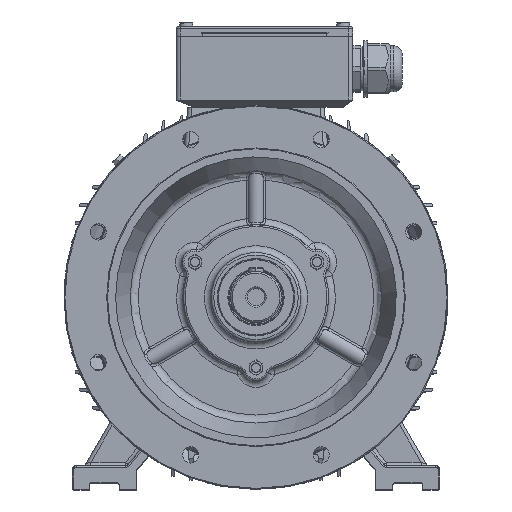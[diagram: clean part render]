
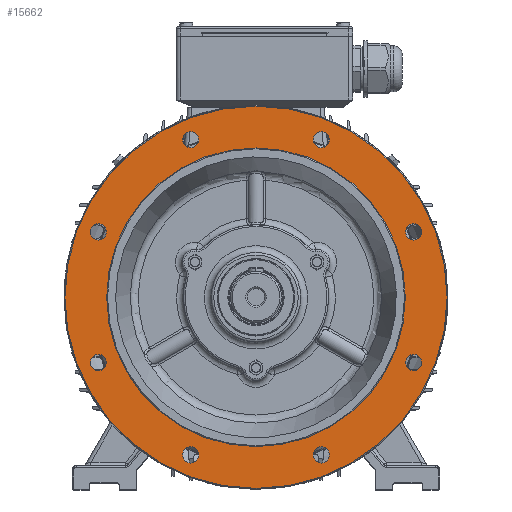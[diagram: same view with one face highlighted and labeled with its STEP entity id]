
A CAD part, top view. The second image highlights one B-rep face of the part: STEP entity #15662.
In plain terms, the highlighted planar face has unit normal (0, 0, 1).
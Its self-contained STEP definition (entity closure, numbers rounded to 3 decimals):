
#8156=FACE_BOUND('',#27720,.T.);
#8157=FACE_BOUND('',#27721,.T.);
#8158=FACE_BOUND('',#27722,.T.);
#8159=FACE_BOUND('',#27723,.T.);
#8160=FACE_BOUND('',#27724,.T.);
#8161=FACE_BOUND('',#27725,.T.);
#8162=FACE_BOUND('',#27726,.T.);
#8163=FACE_BOUND('',#27727,.T.);
#8164=FACE_BOUND('',#27728,.T.);
#8165=FACE_BOUND('',#27729,.T.);
#11222=PLANE('',#102454);
#15662=ADVANCED_FACE('',(#8156,#8157,#8158,#8159,#8160,#8161,#8162,#8163,
#8164,#8165),#11222,.F.);
#27720=EDGE_LOOP('',(#68810));
#27721=EDGE_LOOP('',(#68811));
#27722=EDGE_LOOP('',(#68812));
#27723=EDGE_LOOP('',(#68813));
#27724=EDGE_LOOP('',(#68814,#68815));
#27725=EDGE_LOOP('',(#68816,#68817));
#27726=EDGE_LOOP('',(#68818));
#27727=EDGE_LOOP('',(#68819));
#27728=EDGE_LOOP('',(#68820));
#27729=EDGE_LOOP('',(#68821));
#68810=ORIENTED_EDGE('',*,*,#92129,.F.);
#68811=ORIENTED_EDGE('',*,*,#92130,.F.);
#68812=ORIENTED_EDGE('',*,*,#92131,.F.);
#68813=ORIENTED_EDGE('',*,*,#92132,.F.);
#68814=ORIENTED_EDGE('',*,*,#92133,.T.);
#68815=ORIENTED_EDGE('',*,*,#92134,.T.);
#68816=ORIENTED_EDGE('',*,*,#92135,.F.);
#68817=ORIENTED_EDGE('',*,*,#92136,.F.);
#68818=ORIENTED_EDGE('',*,*,#92137,.F.);
#68819=ORIENTED_EDGE('',*,*,#92138,.F.);
#68820=ORIENTED_EDGE('',*,*,#92139,.F.);
#68821=ORIENTED_EDGE('',*,*,#92140,.F.);
#79631=VERTEX_POINT('',#168458);
#79632=VERTEX_POINT('',#168460);
#79633=VERTEX_POINT('',#168462);
#79634=VERTEX_POINT('',#168464);
#79635=VERTEX_POINT('',#168466);
#79636=VERTEX_POINT('',#168467);
#79637=VERTEX_POINT('',#168470);
#79638=VERTEX_POINT('',#168471);
#79639=VERTEX_POINT('',#168474);
#79640=VERTEX_POINT('',#168476);
#79641=VERTEX_POINT('',#168478);
#79642=VERTEX_POINT('',#168480);
#92129=EDGE_CURVE('',#79631,#79631,#95642,.T.);
#92130=EDGE_CURVE('',#79632,#79632,#95643,.T.);
#92131=EDGE_CURVE('',#79633,#79633,#95644,.T.);
#92132=EDGE_CURVE('',#79634,#79634,#95645,.T.);
#92133=EDGE_CURVE('',#79635,#79636,#95646,.T.);
#92134=EDGE_CURVE('',#79636,#79635,#95647,.T.);
#92135=EDGE_CURVE('',#79637,#79638,#95648,.T.);
#92136=EDGE_CURVE('',#79638,#79637,#95649,.T.);
#92137=EDGE_CURVE('',#79639,#79639,#95650,.T.);
#92138=EDGE_CURVE('',#79640,#79640,#95651,.T.);
#92139=EDGE_CURVE('',#79641,#79641,#95652,.T.);
#92140=EDGE_CURVE('',#79642,#79642,#95653,.T.);
#95642=CIRCLE('',#102442,9.5);
#95643=CIRCLE('',#102443,9.5);
#95644=CIRCLE('',#102444,9.5);
#95645=CIRCLE('',#102445,9.5);
#95646=CIRCLE('',#102446,224.);
#95647=CIRCLE('',#102447,224.);
#95648=CIRCLE('',#102448,175.);
#95649=CIRCLE('',#102449,175.);
#95650=CIRCLE('',#102450,9.5);
#95651=CIRCLE('',#102451,9.5);
#95652=CIRCLE('',#102452,9.5);
#95653=CIRCLE('',#102453,9.5);
#102442=AXIS2_PLACEMENT_3D('',#168457,#124161,#124162);
#102443=AXIS2_PLACEMENT_3D('',#168459,#124163,#124164);
#102444=AXIS2_PLACEMENT_3D('',#168461,#124165,#124166);
#102445=AXIS2_PLACEMENT_3D('',#168463,#124167,#124168);
#102446=AXIS2_PLACEMENT_3D('',#168465,#124169,#124170);
#102447=AXIS2_PLACEMENT_3D('',#168468,#124171,#124172);
#102448=AXIS2_PLACEMENT_3D('',#168469,#124173,#124174);
#102449=AXIS2_PLACEMENT_3D('',#168472,#124175,#124176);
#102450=AXIS2_PLACEMENT_3D('',#168473,#124177,#124178);
#102451=AXIS2_PLACEMENT_3D('',#168475,#124179,#124180);
#102452=AXIS2_PLACEMENT_3D('',#168477,#124181,#124182);
#102453=AXIS2_PLACEMENT_3D('',#168479,#124183,#124184);
#102454=AXIS2_PLACEMENT_3D('',#168481,#124185,#124186);
#124161=DIRECTION('',(0.,0.,1.));
#124162=DIRECTION('',(-1.,0.,0.));
#124163=DIRECTION('',(0.,0.,1.));
#124164=DIRECTION('',(-1.,0.,0.));
#124165=DIRECTION('',(0.,0.,1.));
#124166=DIRECTION('',(-1.,0.,0.));
#124167=DIRECTION('',(0.,0.,1.));
#124168=DIRECTION('',(-1.,0.,0.));
#124169=DIRECTION('',(0.,0.,1.));
#124170=DIRECTION('',(1.,0.,0.));
#124171=DIRECTION('',(0.,0.,1.));
#124172=DIRECTION('',(1.,0.,0.));
#124173=DIRECTION('',(0.,0.,1.));
#124174=DIRECTION('',(-1.,0.,0.));
#124175=DIRECTION('',(0.,0.,1.));
#124176=DIRECTION('',(-1.,0.,0.));
#124177=DIRECTION('',(0.,0.,1.));
#124178=DIRECTION('',(-1.,0.,0.));
#124179=DIRECTION('',(0.,0.,1.));
#124180=DIRECTION('',(-1.,0.,0.));
#124181=DIRECTION('',(0.,0.,1.));
#124182=DIRECTION('',(-1.,0.,0.));
#124183=DIRECTION('',(0.,0.,1.));
#124184=DIRECTION('',(-1.,0.,0.));
#124185=DIRECTION('',(0.,0.,-1.));
#124186=DIRECTION('',(-1.,0.,0.));
#168457=CARTESIAN_POINT('',(178.497,90.715,570.393));
#168458=CARTESIAN_POINT('',(168.997,90.715,570.393));
#168459=CARTESIAN_POINT('',(331.57,90.715,570.393));
#168460=CARTESIAN_POINT('',(322.07,90.715,570.393));
#168461=CARTESIAN_POINT('',(178.497,460.266,570.393));
#168462=CARTESIAN_POINT('',(168.997,460.266,570.393));
#168463=CARTESIAN_POINT('',(331.57,460.266,570.393));
#168464=CARTESIAN_POINT('',(322.07,460.266,570.393));
#168465=CARTESIAN_POINT('',(255.034,275.49,570.393));
#168466=CARTESIAN_POINT('',(479.034,275.49,570.393));
#168467=CARTESIAN_POINT('',(31.034,275.49,570.393));
#168468=CARTESIAN_POINT('',(255.034,275.49,570.393));
#168469=CARTESIAN_POINT('',(255.034,275.49,570.393));
#168470=CARTESIAN_POINT('',(80.034,275.49,570.393));
#168471=CARTESIAN_POINT('',(430.034,275.49,570.393));
#168472=CARTESIAN_POINT('',(255.034,275.49,570.393));
#168473=CARTESIAN_POINT('',(439.809,352.027,570.393));
#168474=CARTESIAN_POINT('',(430.309,352.027,570.393));
#168475=CARTESIAN_POINT('',(439.809,198.954,570.393));
#168476=CARTESIAN_POINT('',(430.309,198.954,570.393));
#168477=CARTESIAN_POINT('',(70.258,352.027,570.393));
#168478=CARTESIAN_POINT('',(60.758,352.027,570.393));
#168479=CARTESIAN_POINT('',(70.258,198.954,570.393));
#168480=CARTESIAN_POINT('',(60.758,198.954,570.393));
#168481=CARTESIAN_POINT('',(255.034,100.49,570.393));
